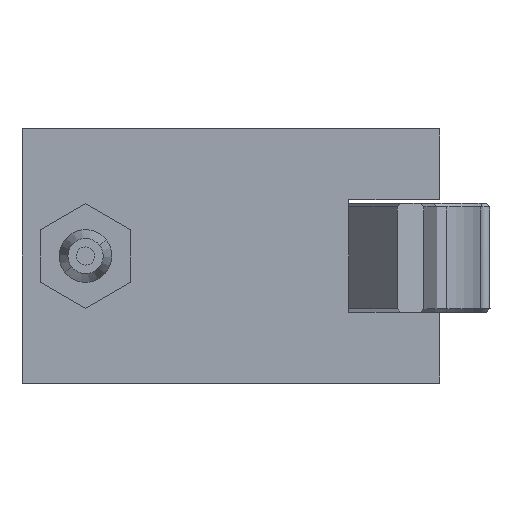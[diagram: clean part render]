
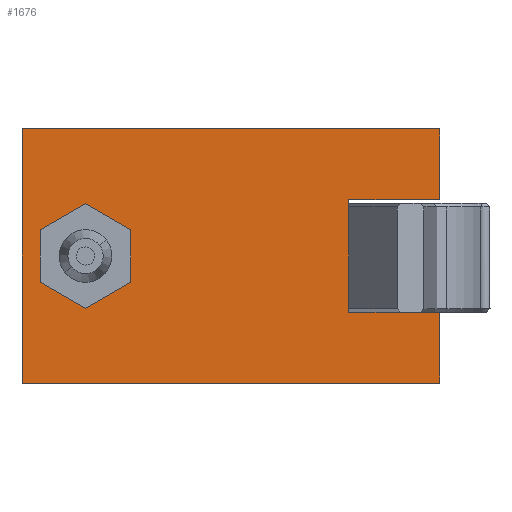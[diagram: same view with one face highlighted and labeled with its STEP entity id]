
A CAD part, front view. The second image highlights one B-rep face of the part: STEP entity #1676.
In plain terms, the highlighted planar face has unit normal (0, -1, 0).
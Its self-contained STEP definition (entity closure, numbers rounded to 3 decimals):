
#22 = EDGE_CURVE ( 'NONE', #1802, #3116, #3380, .T. ) ;
#41 = CARTESIAN_POINT ( 'NONE',  ( 23., -24., 3.9 ) ) ;
#169 = VERTEX_POINT ( 'NONE', #2541 ) ;
#188 = EDGE_CURVE ( 'NONE', #169, #1827, #931, .T. ) ;
#239 = DIRECTION ( 'NONE',  ( 0., 0., 1. ) ) ;
#335 = CIRCLE ( 'NONE', #482, 1.2 ) ;
#375 = EDGE_CURVE ( 'NONE', #1827, #169, #335, .T. ) ;
#482 = AXIS2_PLACEMENT_3D ( 'NONE', #2663, #2684, #3943 ) ;
#536 = VECTOR ( 'NONE', #3044, 1000. ) ;
#551 = CARTESIAN_POINT ( 'NONE',  ( 0., -24., 14. ) ) ;
#592 = DIRECTION ( 'NONE',  ( 1., 0., 0. ) ) ;
#598 = DIRECTION ( 'NONE',  ( 0., 1., 0. ) ) ;
#828 = VERTEX_POINT ( 'NONE', #1159 ) ;
#862 = LINE ( 'NONE', #2797, #993 ) ;
#925 = FACE_OUTER_BOUND ( 'NONE', #1803, .T. ) ;
#926 = ORIENTED_EDGE ( 'NONE', *, *, #1945, .F. ) ;
#931 = CIRCLE ( 'NONE', #2635, 1.2 ) ;
#933 = EDGE_CURVE ( 'NONE', #3157, #3116, #1223, .T. ) ;
#951 = DIRECTION ( 'NONE',  ( 0., 0., -1. ) ) ;
#993 = VECTOR ( 'NONE', #2182, 1000. ) ;
#1096 = LINE ( 'NONE', #3657, #1440 ) ;
#1145 = DIRECTION ( 'NONE',  ( -1., 0., 0. ) ) ;
#1159 = CARTESIAN_POINT ( 'NONE',  ( 18., -24., 3.9 ) ) ;
#1176 = FACE_BOUND ( 'NONE', #2190, .T. ) ;
#1223 = LINE ( 'NONE', #3794, #2983 ) ;
#1251 = DIRECTION ( 'NONE',  ( 0., 0., -1. ) ) ;
#1388 = CARTESIAN_POINT ( 'NONE',  ( 23., -24., 10.1 ) ) ;
#1407 = CARTESIAN_POINT ( 'NONE',  ( 3.5, -24., 8.2 ) ) ;
#1440 = VECTOR ( 'NONE', #2322, 1000. ) ;
#1518 = VERTEX_POINT ( 'NONE', #2044 ) ;
#1578 = CARTESIAN_POINT ( 'NONE',  ( 0., -24., 14. ) ) ;
#1619 = ORIENTED_EDGE ( 'NONE', *, *, #3674, .T. ) ;
#1676 = ADVANCED_FACE ( 'NONE', ( #1176, #925 ), #3448, .F. ) ;
#1756 = DIRECTION ( 'NONE',  ( 1., 0., 0. ) ) ;
#1802 = VERTEX_POINT ( 'NONE', #2899 ) ;
#1803 = EDGE_LOOP ( 'NONE', ( #2085, #1619, #2680, #2381, #3244, #926, #2363, #1921 ) ) ;
#1827 = VERTEX_POINT ( 'NONE', #1407 ) ;
#1830 = CARTESIAN_POINT ( 'NONE',  ( 0., -24., 3.9 ) ) ;
#1833 = EDGE_CURVE ( 'NONE', #2367, #1518, #1096, .T. ) ;
#1847 = LINE ( 'NONE', #1830, #3304 ) ;
#1861 = VECTOR ( 'NONE', #1756, 1000. ) ;
#1921 = ORIENTED_EDGE ( 'NONE', *, *, #3417, .T. ) ;
#1945 = EDGE_CURVE ( 'NONE', #2423, #3157, #2464, .T. ) ;
#1962 = AXIS2_PLACEMENT_3D ( 'NONE', #1578, #598, #239 ) ;
#2044 = CARTESIAN_POINT ( 'NONE',  ( 23., -24., 0. ) ) ;
#2085 = ORIENTED_EDGE ( 'NONE', *, *, #1833, .F. ) ;
#2155 = LINE ( 'NONE', #2192, #2180 ) ;
#2180 = VECTOR ( 'NONE', #4082, 1000. ) ;
#2182 = DIRECTION ( 'NONE',  ( 0., 0., -1. ) ) ;
#2190 = EDGE_LOOP ( 'NONE', ( #3869, #3345 ) ) ;
#2192 = CARTESIAN_POINT ( 'NONE',  ( 18., -24., 14. ) ) ;
#2322 = DIRECTION ( 'NONE',  ( 0., 0., -1. ) ) ;
#2353 = CARTESIAN_POINT ( 'NONE',  ( 0., -24., 0. ) ) ;
#2363 = ORIENTED_EDGE ( 'NONE', *, *, #3001, .T. ) ;
#2367 = VERTEX_POINT ( 'NONE', #41 ) ;
#2381 = ORIENTED_EDGE ( 'NONE', *, *, #22, .T. ) ;
#2423 = VERTEX_POINT ( 'NONE', #2981 ) ;
#2464 = LINE ( 'NONE', #551, #3862 ) ;
#2541 = CARTESIAN_POINT ( 'NONE',  ( 3.5, -24., 5.8 ) ) ;
#2591 = EDGE_CURVE ( 'NONE', #1802, #828, #2155, .T. ) ;
#2635 = AXIS2_PLACEMENT_3D ( 'NONE', #3542, #2813, #1251 ) ;
#2663 = CARTESIAN_POINT ( 'NONE',  ( 3.5, -24., 7. ) ) ;
#2680 = ORIENTED_EDGE ( 'NONE', *, *, #2591, .F. ) ;
#2684 = DIRECTION ( 'NONE',  ( 0., -1., 0. ) ) ;
#2797 = CARTESIAN_POINT ( 'NONE',  ( 0., -24., 14. ) ) ;
#2813 = DIRECTION ( 'NONE',  ( 0., -1., 0. ) ) ;
#2899 = CARTESIAN_POINT ( 'NONE',  ( 18., -24., 10.1 ) ) ;
#2981 = CARTESIAN_POINT ( 'NONE',  ( 0., -24., 14. ) ) ;
#2983 = VECTOR ( 'NONE', #951, 1000. ) ;
#3001 = EDGE_CURVE ( 'NONE', #2423, #3935, #862, .T. ) ;
#3044 = DIRECTION ( 'NONE',  ( 1., 0., 0. ) ) ;
#3116 = VERTEX_POINT ( 'NONE', #1388 ) ;
#3136 = CARTESIAN_POINT ( 'NONE',  ( 0., -24., 0. ) ) ;
#3157 = VERTEX_POINT ( 'NONE', #3999 ) ;
#3202 = LINE ( 'NONE', #2353, #1861 ) ;
#3244 = ORIENTED_EDGE ( 'NONE', *, *, #933, .F. ) ;
#3304 = VECTOR ( 'NONE', #1145, 1000. ) ;
#3345 = ORIENTED_EDGE ( 'NONE', *, *, #375, .F. ) ;
#3380 = LINE ( 'NONE', #3719, #536 ) ;
#3417 = EDGE_CURVE ( 'NONE', #3935, #1518, #3202, .T. ) ;
#3448 = PLANE ( 'NONE',  #1962 ) ;
#3542 = CARTESIAN_POINT ( 'NONE',  ( 3.5, -24., 7. ) ) ;
#3657 = CARTESIAN_POINT ( 'NONE',  ( 23., -24., 14. ) ) ;
#3674 = EDGE_CURVE ( 'NONE', #2367, #828, #1847, .T. ) ;
#3719 = CARTESIAN_POINT ( 'NONE',  ( 0., -24., 10.1 ) ) ;
#3794 = CARTESIAN_POINT ( 'NONE',  ( 23., -24., 14. ) ) ;
#3862 = VECTOR ( 'NONE', #592, 1000. ) ;
#3869 = ORIENTED_EDGE ( 'NONE', *, *, #188, .F. ) ;
#3935 = VERTEX_POINT ( 'NONE', #3136 ) ;
#3943 = DIRECTION ( 'NONE',  ( 0., 0., -1. ) ) ;
#3999 = CARTESIAN_POINT ( 'NONE',  ( 23., -24., 14. ) ) ;
#4082 = DIRECTION ( 'NONE',  ( 0., 0., -1. ) ) ;
